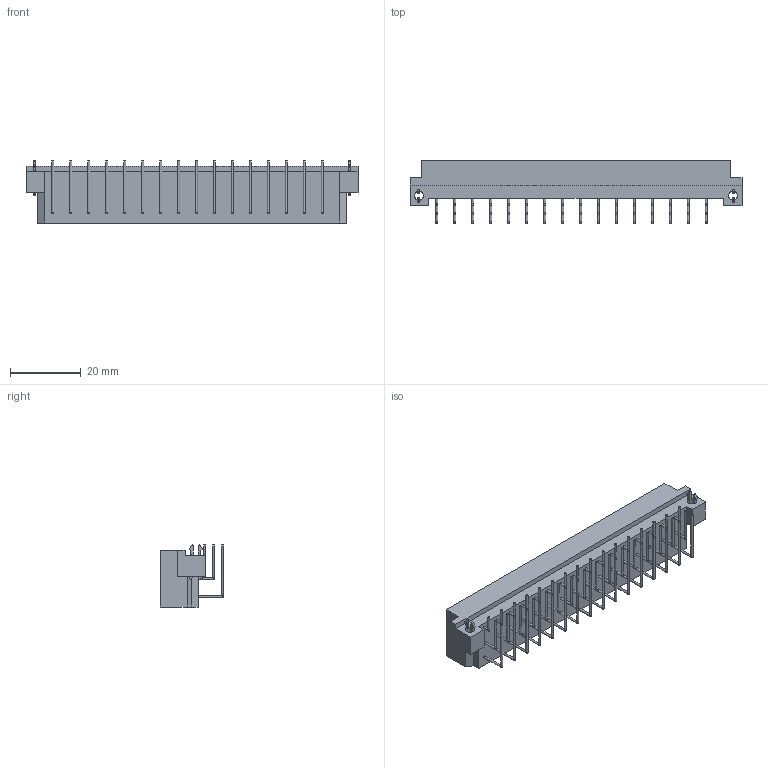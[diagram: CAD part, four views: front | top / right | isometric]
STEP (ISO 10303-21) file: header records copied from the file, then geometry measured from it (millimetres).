
FILE_DESCRIPTION(/* description */ (''),/* implementation_level */ '2;1');
FILE_NAME(/* name */ '100102180ugm000_b.stp',/* time_stamp */ '2015-09-02T07:50:52+02:00',/* author */ (''),/* organization */ (''),/* preprocessor_version */ 'ST-DEVELOPER v15',/* originating_system */ 'SIEMENS PLM Software NX 8.5',/* authorisation */ '');
FILE_SCHEMA (('AUTOMOTIVE_DESIGN { 1 0 10303 214 3 1 1 1 }'));
Length unit declared in the file: millimetre
Products named in the file (1): 100102180ugm000_b
Bounding box: 93.95 x 18.02 x 17.55 mm (x, y, z)
Volume: 7701.3 mm3; surface area: 8231.9 mm2
Topology: 1 solids, 1 shells, 425 faces, 994 edges, 574 vertices
Faces by surface type: plane 203, cylinder 174, sphere 48
Full cylindrical faces by diameter (mm): 0.6 x144, 2.5 x2
Entity records: 13561 total; most frequent: CARTESIAN_POINT 2466, DIRECTION 1858, ORIENTED_EDGE 1496, AXIS2_PLACEMENT_3D 784, EDGE_CURVE 748, EDGE_LOOP 676, VERTEX_POINT 572, ADVANCED_FACE 425
